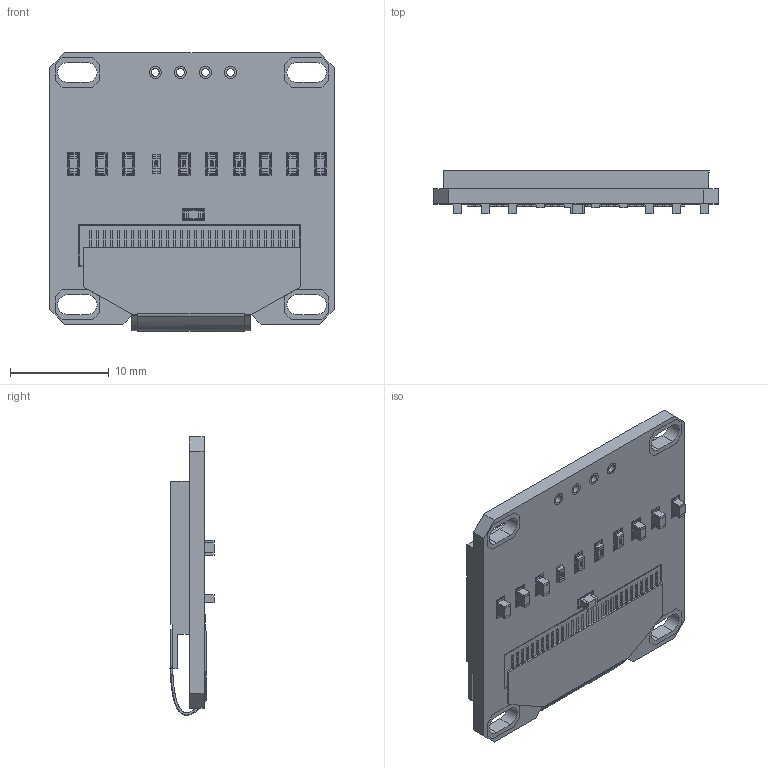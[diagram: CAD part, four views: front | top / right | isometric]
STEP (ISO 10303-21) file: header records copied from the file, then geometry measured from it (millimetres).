
FILE_DESCRIPTION(/* description */ (''),/* implementation_level */ '2;1');
FILE_NAME(/* name */ 'SSD1306.stp',/* time_stamp */ '2025-11-04T12:06:25+07:00',/* author */ ('quang'),/* organization */ (''),/* preprocessor_version */ 'ST-DEVELOPER v20',/* originating_system */ 'Autodesk Inventor 2024',/* authorisation */ '');
FILE_SCHEMA (('AUTOMOTIVE_DESIGN { 1 0 10303 214 3 1 1 }'));
Products named in the file (1): SSD1306
Bounding box: 28.8 x 4.46 x 28.2 mm (x, y, z)
Volume: 2020.9 mm3; surface area: 2712.5 mm2
Topology: 80 solids, 80 shells, 2051 faces, 5463 edges, 3637 vertices
Faces by surface type: plane 1549, bspline 254, cylinder 248
Full cylindrical faces by diameter (mm): 0.8 x4, 1.2 x8
Entity records: 67018 total; most frequent: CARTESIAN_POINT 14878, ORIENTED_EDGE 10926, DIRECTION 9043, EDGE_CURVE 5463, LINE 4447, VECTOR 4447, VERTEX_POINT 3637, AXIS2_PLACEMENT_3D 2298
